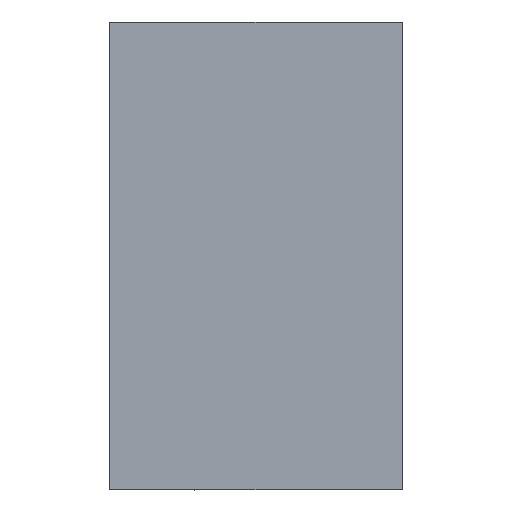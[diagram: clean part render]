
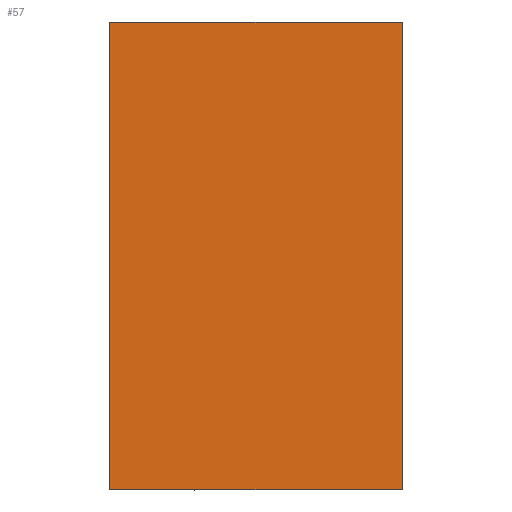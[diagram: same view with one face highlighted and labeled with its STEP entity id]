
A CAD part, top view. The second image highlights one B-rep face of the part: STEP entity #57.
In plain terms, the highlighted planar face has unit normal (0, 0, 1).
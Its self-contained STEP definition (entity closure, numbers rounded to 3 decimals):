
#57=ADVANCED_FACE('',(#118),#119,.T.);
#118=FACE_OUTER_BOUND('',#180,.T.);
#119=PLANE('',#181);
#180=EDGE_LOOP('',(#271,#272,#273,#274));
#181=AXIS2_PLACEMENT_3D('',#275,#276,#277);
#271=ORIENTED_EDGE('',*,*,#413,.T.);
#272=ORIENTED_EDGE('',*,*,#414,.F.);
#273=ORIENTED_EDGE('',*,*,#415,.F.);
#274=ORIENTED_EDGE('',*,*,#410,.T.);
#275=CARTESIAN_POINT('',(0.0,8.0,1.65));
#276=DIRECTION('',(0.0,0.0,1.0));
#277=DIRECTION('',(-1.0,0.0,-0.0));
#410=EDGE_CURVE('',#492,#490,#493,.T.);
#413=EDGE_CURVE('',#490,#496,#497,.T.);
#414=EDGE_CURVE('',#498,#496,#499,.T.);
#415=EDGE_CURVE('',#492,#498,#500,.T.);
#490=VERTEX_POINT('',#604);
#492=VERTEX_POINT('',#607);
#493=LINE('',#608,#609);
#496=VERTEX_POINT('',#613);
#497=LINE('',#614,#615);
#498=VERTEX_POINT('',#616);
#499=LINE('',#617,#618);
#500=LINE('',#619,#620);
#604=CARTESIAN_POINT('',(-5.0,-8.0,1.65));
#607=CARTESIAN_POINT('',(-5.0,8.0,1.65));
#608=CARTESIAN_POINT('',(-5.0,8.0,1.65));
#609=VECTOR('',#716,1.0);
#613=CARTESIAN_POINT('',(5.0,-8.0,1.65));
#614=CARTESIAN_POINT('',(-5.0,-8.0,1.65));
#615=VECTOR('',#718,1.0);
#616=CARTESIAN_POINT('',(5.0,8.0,1.65));
#617=CARTESIAN_POINT('',(5.0,8.0,1.65));
#618=VECTOR('',#719,1.0);
#619=CARTESIAN_POINT('',(-5.0,8.0,1.65));
#620=VECTOR('',#720,1.0);
#716=DIRECTION('',(0.0,-1.0,0.0));
#718=DIRECTION('',(1.0,0.0,0.0));
#719=DIRECTION('',(0.0,-1.0,0.0));
#720=DIRECTION('',(1.0,0.0,0.0));
